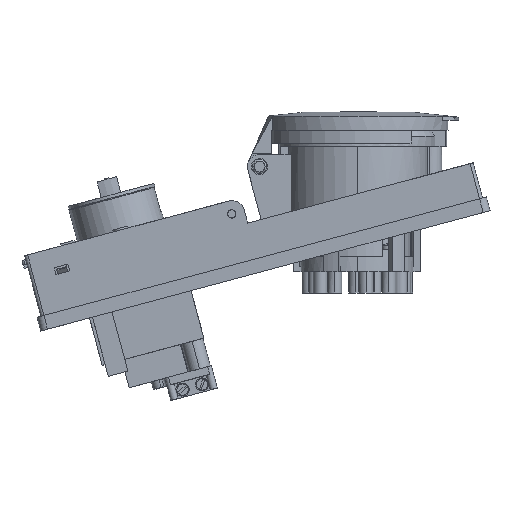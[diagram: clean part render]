
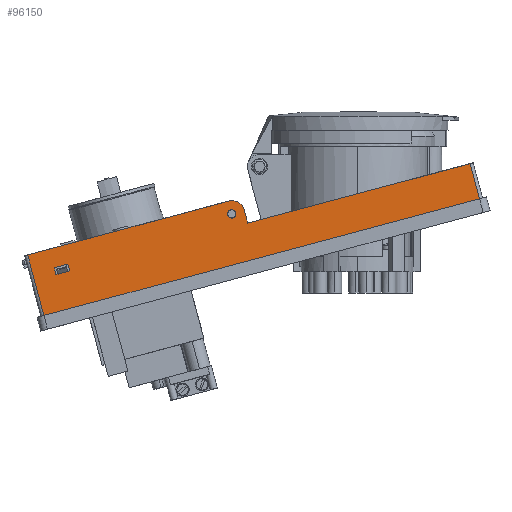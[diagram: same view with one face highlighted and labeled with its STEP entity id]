
A CAD part, left-side view. The second image highlights one B-rep face of the part: STEP entity #96150.
In plain terms, the highlighted planar face has unit normal (-1, 0, 0).
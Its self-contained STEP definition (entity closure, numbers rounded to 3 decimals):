
#33150=CARTESIAN_POINT('',(-42.,-69.913,-35.439));
#33160=VERTEX_POINT('',#33150);
#33190=CARTESIAN_POINT('',(-42.,-71.942,-34.896));
#33200=DIRECTION('',(1.,0.,0.));
#33210=DIRECTION('',(0.,-0.966,0.259));
#33220=AXIS2_PLACEMENT_3D('',#33190,#33200,#33210);
#33230=CIRCLE('',#33220,2.1);
#33240=CARTESIAN_POINT('',(-42.,-73.97,-34.352));
#33250=VERTEX_POINT('',#33240);
#33260=EDGE_CURVE('',#33160,#33250,#33230,.T.);
#35840=CARTESIAN_POINT('',(-42.,-194.464,-27.43));
#35850=VERTEX_POINT('',#35840);
#36350=CARTESIAN_POINT('',(-42.,20.937,-85.147));
#36360=VERTEX_POINT('',#36350);
#36390=CARTESIAN_POINT('',(-42.,-19.884,-74.209));
#36400=DIRECTION('',(0.,-0.966,0.259));
#36410=VECTOR('',#36400,1.);
#36420=LINE('',#36390,#36410);
#36430=EDGE_CURVE('',#36360,#35850,#36420,.T.);
#40250=CARTESIAN_POINT('',(-42.,-79.903,-39.492));
#40260=VERTEX_POINT('',#40250);
#40430=CARTESIAN_POINT('',(-42.,8.209,-63.101));
#40440=VERTEX_POINT('',#40430);
#40470=CARTESIAN_POINT('',(-42.,-15.225,-56.822));
#40480=DIRECTION('',(0.,0.966,-0.259));
#40490=VECTOR('',#40480,1.);
#40500=LINE('',#40470,#40490);
#40510=CARTESIAN_POINT('',(-42.,14.971,-64.913));
#40520=VERTEX_POINT('',#40510);
#40530=EDGE_CURVE('',#40440,#40520,#40500,.T.);
#41680=CARTESIAN_POINT('',(-42.,-189.806,-10.043));
#41690=VERTEX_POINT('',#41680);
#41720=CARTESIAN_POINT('',(-42.,-66.288,-43.14));
#41730=DIRECTION('',(0.,0.966,-0.259));
#41740=VECTOR('',#41730,1.);
#41750=LINE('',#41720,#41740);
#41760=EDGE_CURVE('',#41690,#40260,#41750,.T.);
#76080=CARTESIAN_POINT('',(-42.,8.209,-63.101));
#76090=DIRECTION('',(0.,-0.259,-0.966));
#76100=VECTOR('',#76090,1.);
#76110=LINE('',#76080,#76100);
#76120=CARTESIAN_POINT('',(-42.,9.115,-59.72));
#76130=VERTEX_POINT('',#76120);
#76140=EDGE_CURVE('',#76130,#40440,#76110,.T.);
#79500=CARTESIAN_POINT('',(-42.,14.971,-64.913));
#79510=DIRECTION('',(0.,0.259,0.966));
#79520=VECTOR('',#79510,1.);
#79530=LINE('',#79500,#79520);
#79540=CARTESIAN_POINT('',(-42.,15.876,-61.532));
#79550=VERTEX_POINT('',#79540);
#79560=EDGE_CURVE('',#40520,#79550,#79530,.T.);
#91440=CARTESIAN_POINT('',(-42.,-70.259,-28.617));
#91450=VERTEX_POINT('',#91440);
#91530=CARTESIAN_POINT('',(-42.,-78.22,-33.213));
#91540=VERTEX_POINT('',#91530);
#91570=CARTESIAN_POINT('',(-42.,-71.942,-34.896));
#91580=DIRECTION('',(1.,0.,0.));
#91590=DIRECTION('',(0.,-0.966,0.259));
#91600=AXIS2_PLACEMENT_3D('',#91570,#91580,#91590);
#91610=CIRCLE('',#91600,6.5);
#91620=EDGE_CURVE('',#91450,#91540,#91610,.T.);
#95590=CARTESIAN_POINT('',(-42.,-15.225,-56.822));
#95600=DIRECTION('',(-1.,0.,0.));
#95610=DIRECTION('',(0.,1.,0.));
#95620=AXIS2_PLACEMENT_3D('',#95590,#95600,#95610);
#95630=PLANE('',#95620);
#95640=ORIENTED_EDGE('',*,*,#79560,.T.);
#95650=ORIENTED_EDGE('',*,*,#40530,.T.);
#95660=ORIENTED_EDGE('',*,*,#76140,.T.);
#95670=CARTESIAN_POINT('',(-42.,-14.32,-53.441));
#95680=DIRECTION('',(0.,-0.966,0.259));
#95690=VECTOR('',#95680,1.);
#95700=LINE('',#95670,#95690);
#95710=EDGE_CURVE('',#79550,#76130,#95700,.T.);
#95720=ORIENTED_EDGE('',*,*,#95710,.T.);
#95730=EDGE_LOOP('',(#95720,#95660,#95650,#95640));
#95740=FACE_BOUND('',#95730,.T.);
#95750=ORIENTED_EDGE('',*,*,#33260,.T.);
#95760=CARTESIAN_POINT('',(-42.,-71.003,-36.774));
#95770=VERTEX_POINT('',#95760);
#95780=EDGE_CURVE('',#95770,#33160,#33230,.T.);
#95790=ORIENTED_EDGE('',*,*,#95780,.T.);
#95800=EDGE_CURVE('',#33250,#95770,#33230,.T.);
#95810=ORIENTED_EDGE('',*,*,#95800,.T.);
#95820=EDGE_LOOP('',(#95810,#95790,#95750));
#95830=FACE_BOUND('',#95820,.T.);
#95840=CARTESIAN_POINT('',(-42.,40.821,-10.938));
#95850=DIRECTION('',(0.,-0.259,-0.966));
#95860=VECTOR('',#95850,1.);
#95870=LINE('',#95840,#95860);
#95880=CARTESIAN_POINT('',(-42.,28.96,-55.203));
#95890=VERTEX_POINT('',#95880);
#95900=EDGE_CURVE('',#95890,#36360,#95870,.T.);
#95910=ORIENTED_EDGE('',*,*,#95900,.T.);
#95920=CARTESIAN_POINT('',(-42.,-7.031,-45.559));
#95930=DIRECTION('',(0.,-0.966,0.259));
#95940=VECTOR('',#95930,1.);
#95950=LINE('',#95920,#95940);
#95960=EDGE_CURVE('',#95890,#91450,#95950,.T.);
#95970=ORIENTED_EDGE('',*,*,#95960,.F.);
#95980=ORIENTED_EDGE('',*,*,#91620,.F.);
#95990=CARTESIAN_POINT('',(-42.,-64.677,17.33));
#96000=DIRECTION('',(0.,-0.259,-0.966));
#96010=VECTOR('',#96000,1.);
#96020=LINE('',#95990,#96010);
#96030=EDGE_CURVE('',#91540,#40260,#96020,.T.);
#96040=ORIENTED_EDGE('',*,*,#96030,.F.);
#96050=ORIENTED_EDGE('',*,*,#41760,.T.);
#96060=CARTESIAN_POINT('',(-42.,-174.58,46.779));
#96070=DIRECTION('',(0.,-0.259,-0.966));
#96080=VECTOR('',#96070,1.);
#96090=LINE('',#96060,#96080);
#96100=EDGE_CURVE('',#41690,#35850,#96090,.T.);
#96110=ORIENTED_EDGE('',*,*,#96100,.F.);
#96120=ORIENTED_EDGE('',*,*,#36430,.T.);
#96130=EDGE_LOOP('',(#96120,#96110,#96050,#96040,#95980,#95970,#95910));
#96140=FACE_OUTER_BOUND('',#96130,.T.);
#96150=ADVANCED_FACE('F2390',(#95740,#95830,#96140),#95630,.T.);
